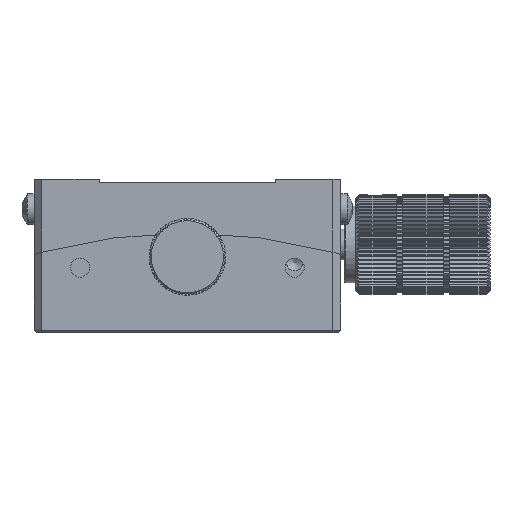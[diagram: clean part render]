
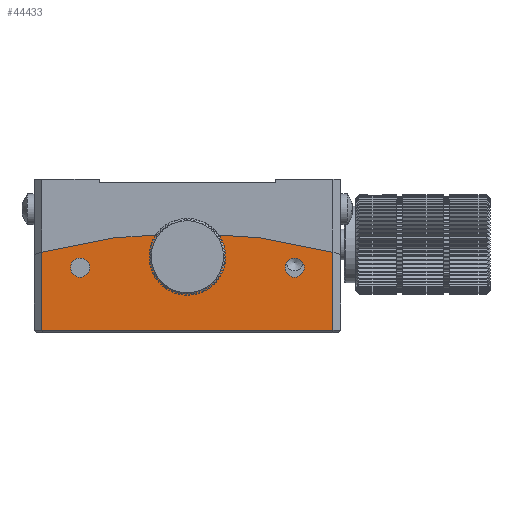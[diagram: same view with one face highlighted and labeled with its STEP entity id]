
A CAD part, front view. The second image highlights one B-rep face of the part: STEP entity #44433.
In plain terms, the highlighted planar face has unit normal (0, -1, 0).
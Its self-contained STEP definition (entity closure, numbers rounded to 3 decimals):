
#671 = CARTESIAN_POINT ( 'NONE',  ( 14., -20., 67.234 ) ) ;
#1308 = VERTEX_POINT ( 'NONE', #671 ) ;
#1707 = DIRECTION ( 'NONE',  ( 0., -1., 0. ) ) ;
#2103 = ORIENTED_EDGE ( 'NONE', *, *, #55252, .T. ) ;
#3860 = CARTESIAN_POINT ( 'NONE',  ( -19., -20., -73. ) ) ;
#3974 = AXIS2_PLACEMENT_3D ( 'NONE', #20905, #40629, #30928 ) ;
#4071 = VECTOR ( 'NONE', #44136, 1000. ) ;
#4090 = LINE ( 'NONE', #28028, #4071 ) ;
#4164 = DIRECTION ( 'NONE',  ( 0., 0., -1. ) ) ;
#4784 = AXIS2_PLACEMENT_3D ( 'NONE', #38810, #14245, #7557 ) ;
#6316 = ORIENTED_EDGE ( 'NONE', *, *, #19770, .T. ) ;
#6527 = FACE_BOUND ( 'NONE', #39646, .T. ) ;
#7557 = DIRECTION ( 'NONE',  ( 0., 0., 1. ) ) ;
#8705 = LINE ( 'NONE', #3860, #57484 ) ;
#11307 = VERTEX_POINT ( 'NONE', #21633 ) ;
#11383 = FACE_BOUND ( 'NONE', #46188, .T. ) ;
#12552 = EDGE_CURVE ( 'NONE', #61561, #59510, #4090, .T. ) ;
#13692 = CARTESIAN_POINT ( 'NONE',  ( 0., -20., 69.9 ) ) ;
#14245 = DIRECTION ( 'NONE',  ( 0., -1., 0. ) ) ;
#15825 = DIRECTION ( 'NONE',  ( 0., 1., 0. ) ) ;
#16348 = ORIENTED_EDGE ( 'NONE', *, *, #38733, .T. ) ;
#17388 = CIRCLE ( 'NONE', #3974, 1.25 ) ;
#19770 = EDGE_CURVE ( 'NONE', #48966, #27054, #8705, .T. ) ;
#20905 = CARTESIAN_POINT ( 'NONE',  ( -14., -20., 68.484 ) ) ;
#21633 = CARTESIAN_POINT ( 'NONE',  ( -14., -20., 67.234 ) ) ;
#22857 = LINE ( 'NONE', #28037, #58109 ) ;
#23685 = AXIS2_PLACEMENT_3D ( 'NONE', #26157, #15825, #50683 ) ;
#24730 = CARTESIAN_POINT ( 'NONE',  ( 19., -20., 60.3 ) ) ;
#24759 = CIRCLE ( 'NONE', #23685, 1.25 ) ;
#26157 = CARTESIAN_POINT ( 'NONE',  ( 14., -20., 68.484 ) ) ;
#26879 = FACE_BOUND ( 'NONE', #47394, .T. ) ;
#27054 = VERTEX_POINT ( 'NONE', #56661 ) ;
#27116 = VERTEX_POINT ( 'NONE', #56769 ) ;
#28028 = CARTESIAN_POINT ( 'NONE',  ( 19., -20., -73. ) ) ;
#28037 = CARTESIAN_POINT ( 'NONE',  ( 0., -20., 60.3 ) ) ;
#29484 = CIRCLE ( 'NONE', #37738, 1.25 ) ;
#30928 = DIRECTION ( 'NONE',  ( 0., 0., -1. ) ) ;
#31108 = FACE_OUTER_BOUND ( 'NONE', #56736, .T. ) ;
#31734 = PLANE ( 'NONE',  #35494 ) ;
#32669 = CIRCLE ( 'NONE', #4784, 73. ) ;
#35494 = AXIS2_PLACEMENT_3D ( 'NONE', #41422, #1707, #41116 ) ;
#35991 = ORIENTED_EDGE ( 'NONE', *, *, #50329, .T. ) ;
#37458 = CARTESIAN_POINT ( 'NONE',  ( 19., -20., 70.484 ) ) ;
#37738 = AXIS2_PLACEMENT_3D ( 'NONE', #13692, #53052, #53359 ) ;
#38733 = EDGE_CURVE ( 'NONE', #27054, #61561, #22857, .T. ) ;
#38810 = CARTESIAN_POINT ( 'NONE',  ( 0., -20., 0. ) ) ;
#39599 = ORIENTED_EDGE ( 'NONE', *, *, #12552, .T. ) ;
#39646 = EDGE_LOOP ( 'NONE', ( #2103 ) ) ;
#40629 = DIRECTION ( 'NONE',  ( 0., 1., 0. ) ) ;
#41116 = DIRECTION ( 'NONE',  ( 0., 0., -1. ) ) ;
#41422 = CARTESIAN_POINT ( 'NONE',  ( 0., -20., -73. ) ) ;
#43207 = ORIENTED_EDGE ( 'NONE', *, *, #60562, .T. ) ;
#44136 = DIRECTION ( 'NONE',  ( 0., 0., 1. ) ) ;
#44433 = ADVANCED_FACE ( 'NONE', ( #31108, #11383, #26879, #6527 ), #31734, .T. ) ;
#45856 = EDGE_CURVE ( 'NONE', #11307, #11307, #17388, .T. ) ;
#46188 = EDGE_LOOP ( 'NONE', ( #43207 ) ) ;
#47394 = EDGE_LOOP ( 'NONE', ( #57228 ) ) ;
#48148 = CARTESIAN_POINT ( 'NONE',  ( -19., -20., 70.484 ) ) ;
#48966 = VERTEX_POINT ( 'NONE', #48148 ) ;
#50329 = EDGE_CURVE ( 'NONE', #59510, #48966, #32669, .T. ) ;
#50683 = DIRECTION ( 'NONE',  ( 0., 0., -1. ) ) ;
#53052 = DIRECTION ( 'NONE',  ( 0., 1., 0. ) ) ;
#53359 = DIRECTION ( 'NONE',  ( 0., 0., -1. ) ) ;
#55252 = EDGE_CURVE ( 'NONE', #1308, #1308, #24759, .T. ) ;
#56661 = CARTESIAN_POINT ( 'NONE',  ( -19., -20., 60.3 ) ) ;
#56736 = EDGE_LOOP ( 'NONE', ( #39599, #35991, #6316, #16348 ) ) ;
#56769 = CARTESIAN_POINT ( 'NONE',  ( 0., -20., 68.65 ) ) ;
#57228 = ORIENTED_EDGE ( 'NONE', *, *, #45856, .T. ) ;
#57484 = VECTOR ( 'NONE', #4164, 1000. ) ;
#58109 = VECTOR ( 'NONE', #62165, 1000. ) ;
#59510 = VERTEX_POINT ( 'NONE', #37458 ) ;
#60562 = EDGE_CURVE ( 'NONE', #27116, #27116, #29484, .T. ) ;
#61561 = VERTEX_POINT ( 'NONE', #24730 ) ;
#62165 = DIRECTION ( 'NONE',  ( 1., 0., 0. ) ) ;
